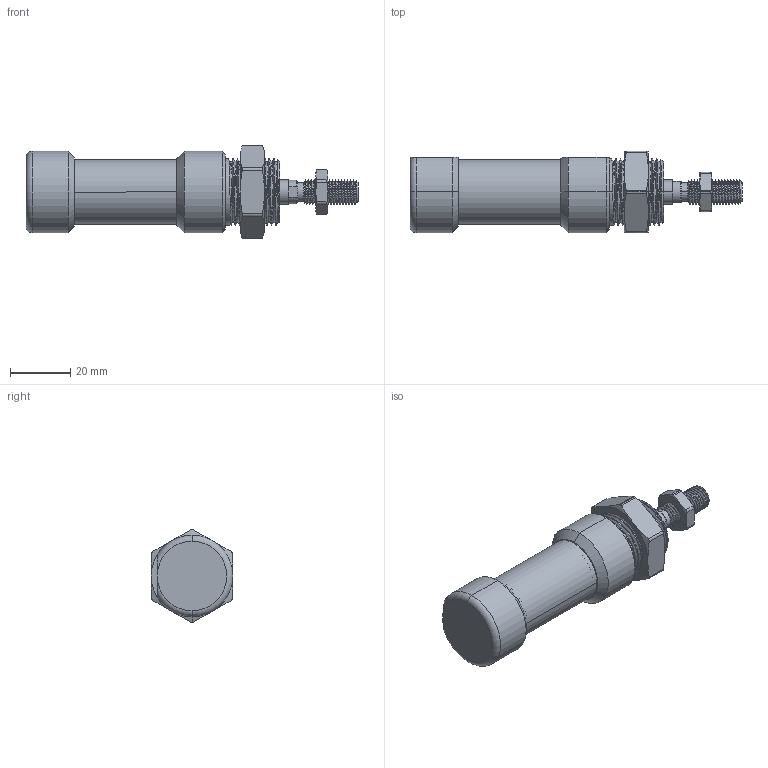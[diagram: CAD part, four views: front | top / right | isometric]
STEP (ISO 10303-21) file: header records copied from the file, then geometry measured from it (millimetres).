
FILE_DESCRIPTION (( 'STEP AP214' ), '1' );
FILE_NAME ('U020 0000 0104.STEP', '2021-04-28T04:48:16', ( '' ), ( '' ), 'SwSTEP 2.0', 'SolidWorks 2019', '' );
FILE_SCHEMA (( 'AUTOMOTIVE_DESIGN' ));
Length unit declared in the file: millimetre
Products named in the file (15): Bolt-DIN912_M5x20; 9020-35-R_9020-35-34; Stempeltætning_Z82014N3580; 1020-04; 9008-34_9008-34-0; Stempelstangsmøtrik_U1902030; U020 0000 0104; 9020-36B1; Dæmpeskiver_9020-43; Magnet_9320; 1020-01; Oring_ORING 18 X 1; Halsmøtrik_U1902502; Afstryger (12-25)_EL 0082N3582; Leje_PAP0808P11
Assembly tree (18 placements, depth 2):
  U020 0000 0104
    1020-01
    1020-04
    9008-34_9008-34-0
    9020-35-R_9020-35-34
    Afstryger (12-25)_EL 0082N3582
    9020-36B1  x2
    Dæmpeskiver_9020-43  x2
    Oring_ORING 18 X 1  x2
    Leje_PAP0808P11
    Magnet_9320
    Stempeltætning_Z82014N3580  x2
    Bolt-DIN912_M5x20
    Stempelstangsmøtrik_U1902030
    Halsmøtrik_U1902502
Bounding box: 110 x 27 x 30.87 mm (x, y, z)
Volume: 34397.8 mm3; surface area: 26914.7 mm2
Topology: 18 solids, 18 shells, 565 faces, 1309 edges, 809 vertices
Faces by surface type: cylinder 258, cone 147, plane 96, torus 49, bspline 15
Entity records: 25445 total; most frequent: CARTESIAN_POINT 14128, ORIENTED_EDGE 2318, DIRECTION 2178, EDGE_CURVE 1159, AXIS2_PLACEMENT_3D 907, VERTEX_POINT 723, EDGE_LOOP 546, ADVANCED_FACE 492
